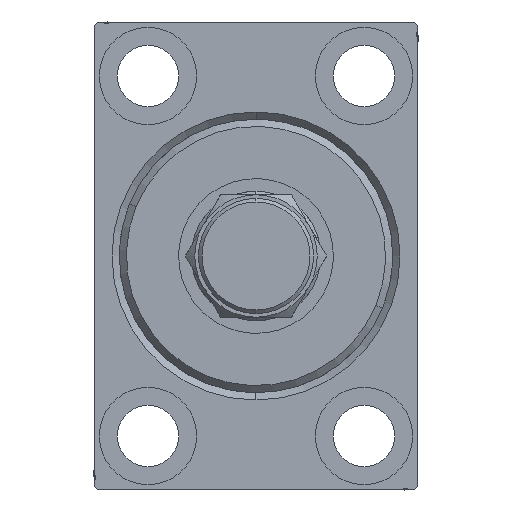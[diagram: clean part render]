
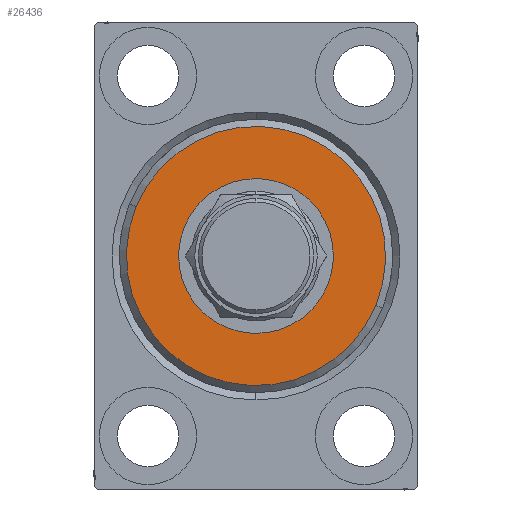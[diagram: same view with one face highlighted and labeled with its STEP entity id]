
A CAD part, left-side view. The second image highlights one B-rep face of the part: STEP entity #26436.
In plain terms, the highlighted face is planar.
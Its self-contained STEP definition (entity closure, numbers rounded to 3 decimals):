
#1396 = VERTEX_POINT ( 'NONE', #7887 ) ;
#1981 = CARTESIAN_POINT ( 'NONE',  ( 3., 0., 0. ) ) ;
#2455 = EDGE_LOOP ( 'NONE', ( #22101, #25420 ) ) ;
#4830 = EDGE_CURVE ( 'NONE', #42393, #1396, #28970, .T. ) ;
#7887 = CARTESIAN_POINT ( 'NONE',  ( 3., 0., 10.75 ) ) ;
#8196 = CIRCLE ( 'NONE', #34629, 18. ) ;
#10565 = ORIENTED_EDGE ( 'NONE', *, *, #36426, .T. ) ;
#11720 = DIRECTION ( 'NONE',  ( 1., 0., 0. ) ) ;
#12846 = DIRECTION ( 'NONE',  ( 0., 0., -1. ) ) ;
#13298 = CARTESIAN_POINT ( 'NONE',  ( 3., 0., 0. ) ) ;
#13505 = VERTEX_POINT ( 'NONE', #24185 ) ;
#14405 = DIRECTION ( 'NONE',  ( 0., 0., -1. ) ) ;
#15571 = CIRCLE ( 'NONE', #19955, 18. ) ;
#15725 = DIRECTION ( 'NONE',  ( 0., 0., -1. ) ) ;
#15941 = PLANE ( 'NONE',  #43389 ) ;
#16764 = CARTESIAN_POINT ( 'NONE',  ( 3., 0., -18. ) ) ;
#19110 = AXIS2_PLACEMENT_3D ( 'NONE', #32105, #20441, #14405 ) ;
#19509 = DIRECTION ( 'NONE',  ( 0., 0., -1. ) ) ;
#19836 = DIRECTION ( 'NONE',  ( 1., 0., 0. ) ) ;
#19955 = AXIS2_PLACEMENT_3D ( 'NONE', #29643, #11720, #19509 ) ;
#20424 = CARTESIAN_POINT ( 'NONE',  ( 3., 0., -10.75 ) ) ;
#20441 = DIRECTION ( 'NONE',  ( -1., 0., 0. ) ) ;
#22101 = ORIENTED_EDGE ( 'NONE', *, *, #32240, .T. ) ;
#22873 = DIRECTION ( 'NONE',  ( 1., 0., 0. ) ) ;
#24185 = CARTESIAN_POINT ( 'NONE',  ( 3., 0., 18. ) ) ;
#25154 = FACE_OUTER_BOUND ( 'NONE', #2455, .T. ) ;
#25420 = ORIENTED_EDGE ( 'NONE', *, *, #34010, .T. ) ;
#26436 = ADVANCED_FACE ( 'NONE', ( #25154, #37316 ), #15941, .T. ) ;
#28970 = CIRCLE ( 'NONE', #40734, 10.75 ) ;
#29325 = DIRECTION ( 'NONE',  ( 0., 0., -1. ) ) ;
#29643 = CARTESIAN_POINT ( 'NONE',  ( 3., 0., 0. ) ) ;
#30310 = DIRECTION ( 'NONE',  ( -1., 0., 0. ) ) ;
#32105 = CARTESIAN_POINT ( 'NONE',  ( 3., 0., 0. ) ) ;
#32227 = ORIENTED_EDGE ( 'NONE', *, *, #4830, .T. ) ;
#32240 = EDGE_CURVE ( 'NONE', #13505, #32888, #8196, .T. ) ;
#32888 = VERTEX_POINT ( 'NONE', #16764 ) ;
#34010 = EDGE_CURVE ( 'NONE', #32888, #13505, #15571, .T. ) ;
#34629 = AXIS2_PLACEMENT_3D ( 'NONE', #1981, #22873, #29325 ) ;
#36426 = EDGE_CURVE ( 'NONE', #1396, #42393, #39706, .T. ) ;
#37095 = CARTESIAN_POINT ( 'NONE',  ( 3., 0., 0. ) ) ;
#37316 = FACE_BOUND ( 'NONE', #39344, .T. ) ;
#39344 = EDGE_LOOP ( 'NONE', ( #10565, #32227 ) ) ;
#39706 = CIRCLE ( 'NONE', #19110, 10.75 ) ;
#40734 = AXIS2_PLACEMENT_3D ( 'NONE', #13298, #30310, #12846 ) ;
#42393 = VERTEX_POINT ( 'NONE', #20424 ) ;
#43389 = AXIS2_PLACEMENT_3D ( 'NONE', #37095, #19836, #15725 ) ;
